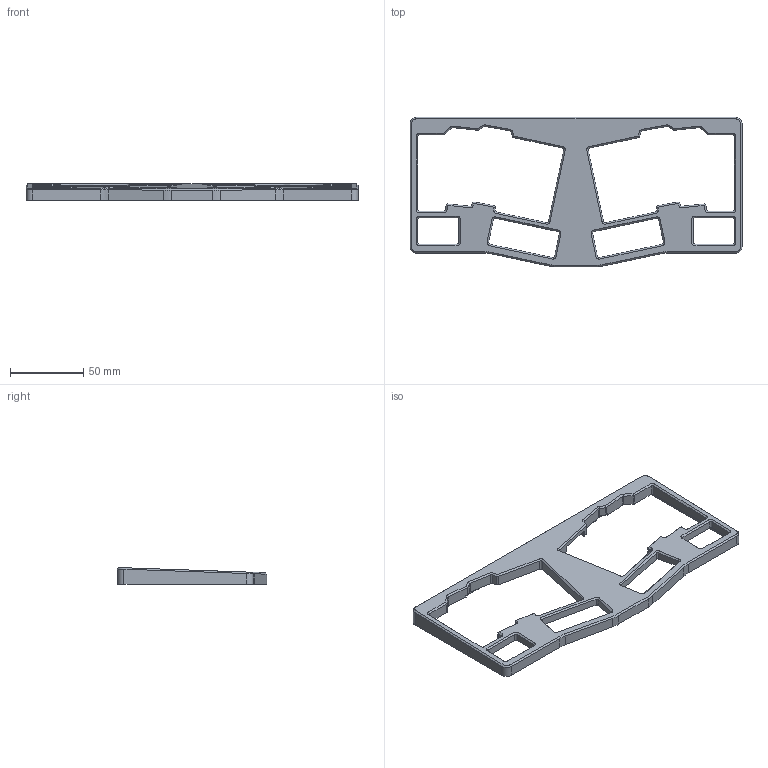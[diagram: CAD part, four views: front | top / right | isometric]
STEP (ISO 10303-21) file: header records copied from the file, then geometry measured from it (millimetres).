
FILE_DESCRIPTION(/* description */ (''),/* implementation_level */ '2;1');
FILE_NAME(/* name */ 'The ENDGAME wireless case v6.step',/* time_stamp */ '2025-04-06T15:03:05-06:00',/* author */ (''),/* organization */ (''),/* preprocessor_version */ 'ST-DEVELOPER v20.1',/* originating_system */ 'Autodesk Translation Framework v14.4.0.0',/* authorisation */ '');
FILE_SCHEMA (('AUTOMOTIVE_DESIGN { 1 0 10303 214 3 1 1 }'));
Length unit declared in the file: millimetre
Products named in the file (2): The ENDGAME x HELIOS Final angepasst 26.06.2024; PCB DESIGN
Assembly tree (1 placements, depth 2):
  The ENDGAME x HELIOS Final angepasst 26.06.2024
    PCB DESIGN
Bounding box: 227 x 102.01 x 11.53 mm (x, y, z)
Volume: 61325.4 mm3; surface area: 33208.8 mm2
Topology: 1 solids, 1 shells, 507 faces, 1301 edges, 807 vertices
Faces by surface type: plane 171, cylinder 169, bspline 119, torus 46, cone 2
Full cylindrical faces by diameter (mm): 4.6 x4, 6.3 x8
Entity records: 17689 total; most frequent: CARTESIAN_POINT 5690, ORIENTED_EDGE 2600, DIRECTION 2319, EDGE_CURVE 1300, VERTEX_POINT 807, AXIS2_PLACEMENT_3D 777, LINE 765, VECTOR 765
